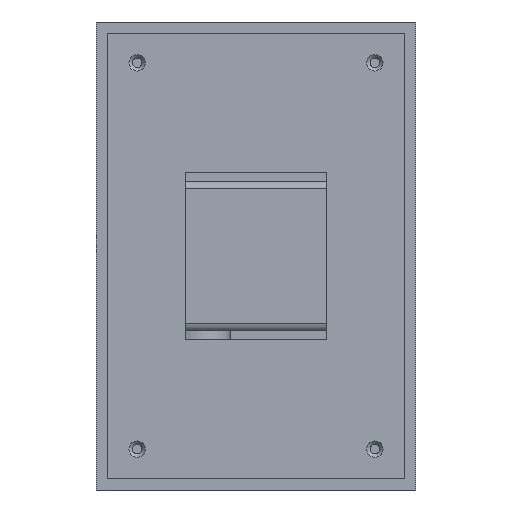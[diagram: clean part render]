
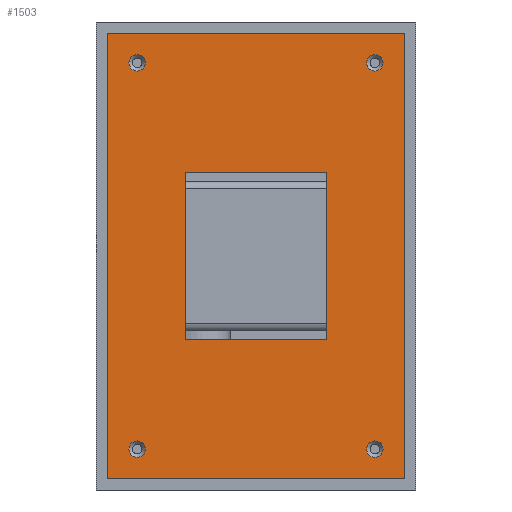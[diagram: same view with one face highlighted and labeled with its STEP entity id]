
A CAD part, front view. The second image highlights one B-rep face of the part: STEP entity #1503.
In plain terms, the highlighted planar face has unit normal (0, -1, 0).
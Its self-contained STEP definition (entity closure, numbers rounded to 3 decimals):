
#13=CIRCLE('',#1609,2.2);
#16=CIRCLE('',#1614,2.2);
#19=CIRCLE('',#1619,2.2);
#22=CIRCLE('',#1624,2.2);
#52=FACE_BOUND('',#286,.T.);
#53=FACE_BOUND('',#287,.T.);
#54=FACE_BOUND('',#288,.T.);
#55=FACE_BOUND('',#289,.T.);
#56=FACE_BOUND('',#290,.T.);
#107=PLANE('',#1630);
#190=FACE_OUTER_BOUND('',#285,.T.);
#285=EDGE_LOOP('',(#1306,#1307,#1308,#1309));
#286=EDGE_LOOP('',(#1310));
#287=EDGE_LOOP('',(#1311));
#288=EDGE_LOOP('',(#1312));
#289=EDGE_LOOP('',(#1313));
#290=EDGE_LOOP('',(#1314,#1315,#1316,#1317));
#454=LINE('',#2373,#628);
#458=LINE('',#2381,#632);
#460=LINE('',#2385,#634);
#461=LINE('',#2386,#635);
#462=LINE('',#2389,#636);
#463=LINE('',#2391,#637);
#464=LINE('',#2393,#638);
#465=LINE('',#2394,#639);
#628=VECTOR('',#1958,10.);
#632=VECTOR('',#1964,10.);
#634=VECTOR('',#1968,10.);
#635=VECTOR('',#1969,10.);
#636=VECTOR('',#1970,10.);
#637=VECTOR('',#1971,10.);
#638=VECTOR('',#1972,10.);
#639=VECTOR('',#1973,10.);
#758=VERTEX_POINT('',#2329);
#761=VERTEX_POINT('',#2339);
#764=VERTEX_POINT('',#2349);
#767=VERTEX_POINT('',#2359);
#770=VERTEX_POINT('',#2369);
#772=VERTEX_POINT('',#2372);
#774=VERTEX_POINT('',#2378);
#776=VERTEX_POINT('',#2384);
#777=VERTEX_POINT('',#2387);
#778=VERTEX_POINT('',#2388);
#779=VERTEX_POINT('',#2390);
#780=VERTEX_POINT('',#2392);
#935=EDGE_CURVE('',#758,#758,#13,.T.);
#940=EDGE_CURVE('',#761,#761,#16,.T.);
#945=EDGE_CURVE('',#764,#764,#19,.T.);
#950=EDGE_CURVE('',#767,#767,#22,.T.);
#956=EDGE_CURVE('',#770,#772,#454,.T.);
#960=EDGE_CURVE('',#774,#770,#458,.T.);
#962=EDGE_CURVE('',#776,#774,#460,.T.);
#963=EDGE_CURVE('',#772,#776,#461,.T.);
#964=EDGE_CURVE('',#777,#778,#462,.T.);
#965=EDGE_CURVE('',#778,#779,#463,.T.);
#966=EDGE_CURVE('',#779,#780,#464,.T.);
#967=EDGE_CURVE('',#780,#777,#465,.T.);
#1306=ORIENTED_EDGE('',*,*,#962,.F.);
#1307=ORIENTED_EDGE('',*,*,#963,.F.);
#1308=ORIENTED_EDGE('',*,*,#956,.F.);
#1309=ORIENTED_EDGE('',*,*,#960,.F.);
#1310=ORIENTED_EDGE('',*,*,#935,.T.);
#1311=ORIENTED_EDGE('',*,*,#940,.T.);
#1312=ORIENTED_EDGE('',*,*,#945,.T.);
#1313=ORIENTED_EDGE('',*,*,#950,.T.);
#1314=ORIENTED_EDGE('',*,*,#964,.T.);
#1315=ORIENTED_EDGE('',*,*,#965,.T.);
#1316=ORIENTED_EDGE('',*,*,#966,.T.);
#1317=ORIENTED_EDGE('',*,*,#967,.T.);
#1503=ADVANCED_FACE('',(#190,#52,#53,#54,#55,#56),#107,.F.);
#1609=AXIS2_PLACEMENT_3D('',#2330,#1909,#1910);
#1614=AXIS2_PLACEMENT_3D('',#2340,#1921,#1922);
#1619=AXIS2_PLACEMENT_3D('',#2350,#1933,#1934);
#1624=AXIS2_PLACEMENT_3D('',#2360,#1945,#1946);
#1630=AXIS2_PLACEMENT_3D('',#2383,#1966,#1967);
#1909=DIRECTION('center_axis',(0.,1.,0.));
#1910=DIRECTION('ref_axis',(0.,0.,
1.));
#1921=DIRECTION('center_axis',(0.,1.,0.));
#1922=DIRECTION('ref_axis',(0.,0.,
1.));
#1933=DIRECTION('center_axis',(0.,1.,0.));
#1934=DIRECTION('ref_axis',(0.,0.,-1.));
#1945=DIRECTION('center_axis',(0.,1.,0.));
#1946=DIRECTION('ref_axis',(0.,0.,-1.));
#1958=DIRECTION('',(0.,0.,-1.));
#1964=DIRECTION('',(1.,0.,0.));
#1966=DIRECTION('center_axis',(0.,1.,0.));
#1967=DIRECTION('ref_axis',(-1.,0.,0.));
#1968=DIRECTION('',(0.,0.,1.));
#1969=DIRECTION('',(-1.,0.,0.));
#1970=DIRECTION('',(0.,0.,-1.));
#1971=DIRECTION('',(-1.,0.,0.));
#1972=DIRECTION('',(0.,0.,1.));
#1973=DIRECTION('',(1.,0.,0.));
#2329=CARTESIAN_POINT('',(332.,5.,-54.2));
#2330=CARTESIAN_POINT('Origin',(332.,5.,-52.));
#2339=CARTESIAN_POINT('',(268.,5.,-54.2));
#2340=CARTESIAN_POINT('Origin',(268.,5.,-52.));
#2349=CARTESIAN_POINT('',(332.,5.,54.2));
#2350=CARTESIAN_POINT('Origin',(332.,5.,52.));
#2359=CARTESIAN_POINT('',(268.,5.,54.2));
#2360=CARTESIAN_POINT('Origin',(268.,5.,52.));
#2369=CARTESIAN_POINT('',(340.,5.,60.));
#2372=CARTESIAN_POINT('',(340.,5.,-60.));
#2373=CARTESIAN_POINT('',(340.,5.,60.));
#2378=CARTESIAN_POINT('',(260.,5.,60.));
#2381=CARTESIAN_POINT('',(260.,5.,60.));
#2383=CARTESIAN_POINT('Origin',(300.,5.,0.));
#2384=CARTESIAN_POINT('',(260.,5.,-60.));
#2385=CARTESIAN_POINT('',(260.,5.,-60.));
#2386=CARTESIAN_POINT('',(340.,5.,-60.));
#2387=CARTESIAN_POINT('',(319.,5.,22.5));
#2388=CARTESIAN_POINT('',(319.,5.,-22.5));
#2389=CARTESIAN_POINT('',(319.,5.,-10.));
#2390=CARTESIAN_POINT('',(281.,5.,-22.5));
#2391=CARTESIAN_POINT('',(309.5,5.,-22.5));
#2392=CARTESIAN_POINT('',(281.,5.,22.5));
#2393=CARTESIAN_POINT('',(281.,5.,10.));
#2394=CARTESIAN_POINT('',(290.5,5.,22.5));
